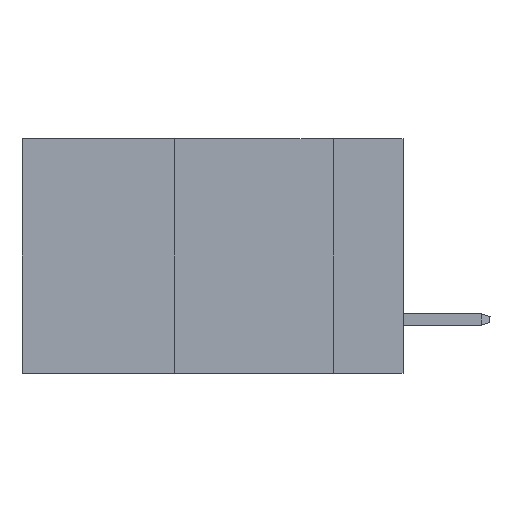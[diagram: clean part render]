
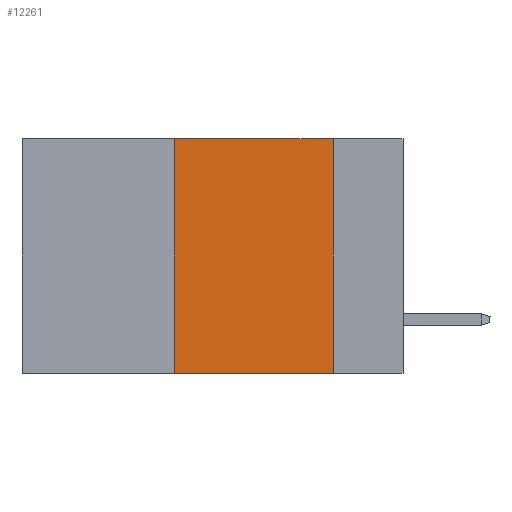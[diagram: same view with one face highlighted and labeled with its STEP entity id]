
A CAD part, left-side view. The second image highlights one B-rep face of the part: STEP entity #12261.
In plain terms, the highlighted planar face has unit normal (-1, 0, 0).
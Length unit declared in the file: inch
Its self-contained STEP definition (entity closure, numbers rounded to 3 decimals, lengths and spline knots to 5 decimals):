
#993 = CARTESIAN_POINT ( 'NONE',  ( 0., 0.11, 0. ) ) ;
#1326 = VECTOR ( 'NONE', #18767, 39.37008 ) ;
#2259 = AXIS2_PLACEMENT_3D ( 'NONE', #7173, #5025, #14124 ) ;
#3138 = EDGE_CURVE ( 'NONE', #21931, #17777, #18321, .T. ) ;
#3256 = CARTESIAN_POINT ( 'NONE',  ( 0., 0.6, 0. ) ) ;
#4084 = LINE ( 'NONE', #16285, #21528 ) ;
#5025 = DIRECTION ( 'NONE',  ( 1., 0., 0. ) ) ;
#5809 = EDGE_LOOP ( 'NONE', ( #21307, #19355, #7696, #20985 ) ) ;
#6401 = EDGE_CURVE ( 'NONE', #21796, #21931, #13851, .T. ) ;
#6726 = PLANE ( 'NONE',  #2259 ) ;
#7173 = CARTESIAN_POINT ( 'NONE',  ( 0., 0.6, 0. ) ) ;
#7696 = ORIENTED_EDGE ( 'NONE', *, *, #13926, .F. ) ;
#7777 = VECTOR ( 'NONE', #16009, 39.37008 ) ;
#9916 = CARTESIAN_POINT ( 'NONE',  ( 0., 0.11, -0.37 ) ) ;
#11042 = DIRECTION ( 'NONE',  ( 0., 0., 1. ) ) ;
#11230 = CARTESIAN_POINT ( 'NONE',  ( 0., 0.36, -0.37 ) ) ;
#12261 = ADVANCED_FACE ( 'NONE', ( #22328 ), #6726, .F. ) ;
#13851 = LINE ( 'NONE', #3256, #1326 ) ;
#13926 = EDGE_CURVE ( 'NONE', #20257, #21796, #4084, .T. ) ;
#14124 = DIRECTION ( 'NONE',  ( 0., 0., -1. ) ) ;
#15790 = CARTESIAN_POINT ( 'NONE',  ( 0., 0.6, -0.37 ) ) ;
#16009 = DIRECTION ( 'NONE',  ( 0., -1., 0. ) ) ;
#16126 = LINE ( 'NONE', #15790, #7777 ) ;
#16285 = CARTESIAN_POINT ( 'NONE',  ( 0., 0.36, 0. ) ) ;
#16867 = CARTESIAN_POINT ( 'NONE',  ( 0., 0.11, 0. ) ) ;
#17777 = VERTEX_POINT ( 'NONE', #9916 ) ;
#18321 = LINE ( 'NONE', #993, #19048 ) ;
#18380 = CARTESIAN_POINT ( 'NONE',  ( 0., 0.36, 0. ) ) ;
#18545 = DIRECTION ( 'NONE',  ( 0., 0., -1. ) ) ;
#18767 = DIRECTION ( 'NONE',  ( 0., -1., 0. ) ) ;
#19048 = VECTOR ( 'NONE', #18545, 39.37008 ) ;
#19355 = ORIENTED_EDGE ( 'NONE', *, *, #6401, .F. ) ;
#20012 = EDGE_CURVE ( 'NONE', #20257, #17777, #16126, .T. ) ;
#20257 = VERTEX_POINT ( 'NONE', #11230 ) ;
#20985 = ORIENTED_EDGE ( 'NONE', *, *, #20012, .T. ) ;
#21307 = ORIENTED_EDGE ( 'NONE', *, *, #3138, .F. ) ;
#21528 = VECTOR ( 'NONE', #11042, 39.37008 ) ;
#21796 = VERTEX_POINT ( 'NONE', #18380 ) ;
#21931 = VERTEX_POINT ( 'NONE', #16867 ) ;
#22328 = FACE_OUTER_BOUND ( 'NONE', #5809, .T. ) ;
